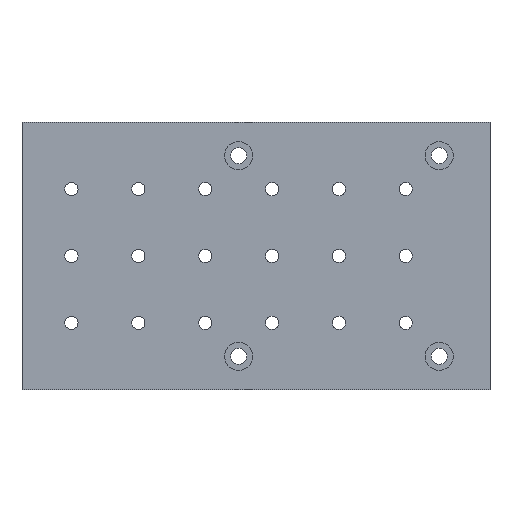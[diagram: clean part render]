
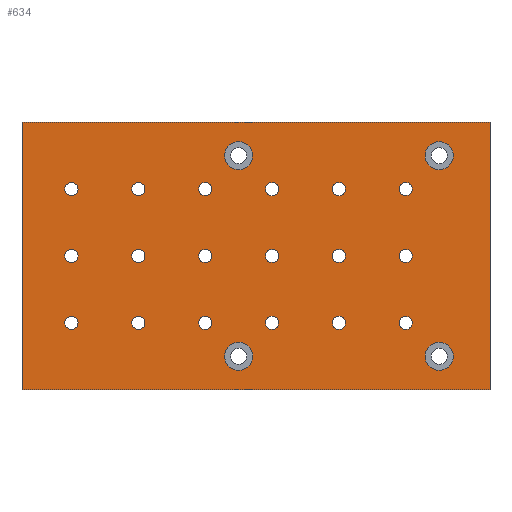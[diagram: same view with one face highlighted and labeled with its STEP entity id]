
A CAD part, top view. The second image highlights one B-rep face of the part: STEP entity #634.
In plain terms, the highlighted planar face has unit normal (0, 0, 1).
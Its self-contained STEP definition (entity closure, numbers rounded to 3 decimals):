
#17=LINE('',#1057,#29);
#20=LINE('',#1063,#32);
#23=LINE('',#1069,#35);
#26=LINE('',#1073,#38);
#29=VECTOR('',#895,100.);
#32=VECTOR('',#900,175.);
#35=VECTOR('',#905,100.);
#38=VECTOR('',#910,175.);
#48=PLANE('',#724);
#101=FACE_BOUND('',#247,.T.);
#102=FACE_BOUND('',#248,.T.);
#103=FACE_BOUND('',#249,.T.);
#104=FACE_BOUND('',#250,.T.);
#105=FACE_BOUND('',#251,.T.);
#106=FACE_BOUND('',#252,.T.);
#107=FACE_BOUND('',#253,.T.);
#108=FACE_BOUND('',#254,.T.);
#109=FACE_BOUND('',#255,.T.);
#110=FACE_BOUND('',#256,.T.);
#111=FACE_BOUND('',#257,.T.);
#112=FACE_BOUND('',#258,.T.);
#113=FACE_BOUND('',#259,.T.);
#114=FACE_BOUND('',#260,.T.);
#115=FACE_BOUND('',#261,.T.);
#116=FACE_BOUND('',#262,.T.);
#117=FACE_BOUND('',#263,.T.);
#118=FACE_BOUND('',#264,.T.);
#119=FACE_BOUND('',#265,.T.);
#120=FACE_BOUND('',#266,.T.);
#121=FACE_BOUND('',#267,.T.);
#122=FACE_BOUND('',#268,.T.);
#158=FACE_OUTER_BOUND('',#246,.T.);
#246=EDGE_LOOP('',(#547,#548,#549,#550));
#247=EDGE_LOOP('',(#551));
#248=EDGE_LOOP('',(#552));
#249=EDGE_LOOP('',(#553));
#250=EDGE_LOOP('',(#554));
#251=EDGE_LOOP('',(#555));
#252=EDGE_LOOP('',(#556));
#253=EDGE_LOOP('',(#557));
#254=EDGE_LOOP('',(#558));
#255=EDGE_LOOP('',(#559));
#256=EDGE_LOOP('',(#560));
#257=EDGE_LOOP('',(#561));
#258=EDGE_LOOP('',(#562));
#259=EDGE_LOOP('',(#563));
#260=EDGE_LOOP('',(#564));
#261=EDGE_LOOP('',(#565));
#262=EDGE_LOOP('',(#566));
#263=EDGE_LOOP('',(#567));
#264=EDGE_LOOP('',(#568));
#265=EDGE_LOOP('',(#569));
#266=EDGE_LOOP('',(#570));
#267=EDGE_LOOP('',(#571));
#268=EDGE_LOOP('',(#572));
#270=CIRCLE('',#639,2.459);
#272=CIRCLE('',#642,2.459);
#274=CIRCLE('',#645,2.459);
#276=CIRCLE('',#648,2.459);
#278=CIRCLE('',#651,2.459);
#280=CIRCLE('',#654,2.459);
#282=CIRCLE('',#657,2.459);
#284=CIRCLE('',#660,2.459);
#286=CIRCLE('',#663,2.459);
#288=CIRCLE('',#666,2.459);
#290=CIRCLE('',#669,2.459);
#292=CIRCLE('',#672,2.459);
#294=CIRCLE('',#675,2.459);
#296=CIRCLE('',#678,2.459);
#298=CIRCLE('',#681,2.459);
#300=CIRCLE('',#684,2.459);
#302=CIRCLE('',#687,2.459);
#304=CIRCLE('',#690,2.459);
#307=CIRCLE('',#695,5.25);
#311=CIRCLE('',#702,5.25);
#315=CIRCLE('',#709,5.25);
#319=CIRCLE('',#716,5.25);
#322=VERTEX_POINT('',#919);
#324=VERTEX_POINT('',#924);
#326=VERTEX_POINT('',#929);
#328=VERTEX_POINT('',#934);
#330=VERTEX_POINT('',#939);
#332=VERTEX_POINT('',#944);
#334=VERTEX_POINT('',#949);
#336=VERTEX_POINT('',#954);
#338=VERTEX_POINT('',#959);
#340=VERTEX_POINT('',#964);
#342=VERTEX_POINT('',#969);
#344=VERTEX_POINT('',#974);
#346=VERTEX_POINT('',#979);
#348=VERTEX_POINT('',#984);
#350=VERTEX_POINT('',#989);
#352=VERTEX_POINT('',#994);
#354=VERTEX_POINT('',#999);
#356=VERTEX_POINT('',#1004);
#359=VERTEX_POINT('',#1012);
#363=VERTEX_POINT('',#1023);
#367=VERTEX_POINT('',#1034);
#371=VERTEX_POINT('',#1045);
#375=VERTEX_POINT('',#1054);
#376=VERTEX_POINT('',#1056);
#378=VERTEX_POINT('',#1062);
#380=VERTEX_POINT('',#1068);
#382=EDGE_CURVE('',#322,#322,#270,.T.);
#384=EDGE_CURVE('',#324,#324,#272,.T.);
#386=EDGE_CURVE('',#326,#326,#274,.T.);
#388=EDGE_CURVE('',#328,#328,#276,.T.);
#390=EDGE_CURVE('',#330,#330,#278,.T.);
#392=EDGE_CURVE('',#332,#332,#280,.T.);
#394=EDGE_CURVE('',#334,#334,#282,.T.);
#396=EDGE_CURVE('',#336,#336,#284,.T.);
#398=EDGE_CURVE('',#338,#338,#286,.T.);
#400=EDGE_CURVE('',#340,#340,#288,.T.);
#402=EDGE_CURVE('',#342,#342,#290,.T.);
#404=EDGE_CURVE('',#344,#344,#292,.T.);
#406=EDGE_CURVE('',#346,#346,#294,.T.);
#408=EDGE_CURVE('',#348,#348,#296,.T.);
#410=EDGE_CURVE('',#350,#350,#298,.T.);
#412=EDGE_CURVE('',#352,#352,#300,.T.);
#414=EDGE_CURVE('',#354,#354,#302,.T.);
#416=EDGE_CURVE('',#356,#356,#304,.T.);
#419=EDGE_CURVE('',#359,#359,#307,.T.);
#423=EDGE_CURVE('',#363,#363,#311,.T.);
#427=EDGE_CURVE('',#367,#367,#315,.T.);
#431=EDGE_CURVE('',#371,#371,#319,.T.);
#435=EDGE_CURVE('',#376,#375,#17,.T.);
#438=EDGE_CURVE('',#378,#376,#20,.T.);
#441=EDGE_CURVE('',#380,#378,#23,.T.);
#444=EDGE_CURVE('',#375,#380,#26,.T.);
#547=ORIENTED_EDGE('',*,*,#444,.T.);
#548=ORIENTED_EDGE('',*,*,#441,.T.);
#549=ORIENTED_EDGE('',*,*,#438,.T.);
#550=ORIENTED_EDGE('',*,*,#435,.T.);
#551=ORIENTED_EDGE('',*,*,#382,.T.);
#552=ORIENTED_EDGE('',*,*,#384,.T.);
#553=ORIENTED_EDGE('',*,*,#386,.T.);
#554=ORIENTED_EDGE('',*,*,#388,.T.);
#555=ORIENTED_EDGE('',*,*,#390,.T.);
#556=ORIENTED_EDGE('',*,*,#392,.T.);
#557=ORIENTED_EDGE('',*,*,#394,.T.);
#558=ORIENTED_EDGE('',*,*,#396,.T.);
#559=ORIENTED_EDGE('',*,*,#398,.T.);
#560=ORIENTED_EDGE('',*,*,#400,.T.);
#561=ORIENTED_EDGE('',*,*,#402,.T.);
#562=ORIENTED_EDGE('',*,*,#404,.T.);
#563=ORIENTED_EDGE('',*,*,#406,.T.);
#564=ORIENTED_EDGE('',*,*,#408,.T.);
#565=ORIENTED_EDGE('',*,*,#410,.T.);
#566=ORIENTED_EDGE('',*,*,#412,.T.);
#567=ORIENTED_EDGE('',*,*,#414,.T.);
#568=ORIENTED_EDGE('',*,*,#416,.T.);
#569=ORIENTED_EDGE('',*,*,#419,.T.);
#570=ORIENTED_EDGE('',*,*,#423,.T.);
#571=ORIENTED_EDGE('',*,*,#427,.T.);
#572=ORIENTED_EDGE('',*,*,#431,.T.);
#634=ADVANCED_FACE('',(#158,#101,#102,#103,#104,#105,#106,#107,#108,#109,
#110,#111,#112,#113,#114,#115,#116,#117,#118,#119,#120,#121,#122),#48,.T.);
#639=AXIS2_PLACEMENT_3D('',#920,#731,#732);
#642=AXIS2_PLACEMENT_3D('',#925,#737,#738);
#645=AXIS2_PLACEMENT_3D('',#930,#743,#744);
#648=AXIS2_PLACEMENT_3D('',#935,#749,#750);
#651=AXIS2_PLACEMENT_3D('',#940,#755,#756);
#654=AXIS2_PLACEMENT_3D('',#945,#761,#762);
#657=AXIS2_PLACEMENT_3D('',#950,#767,#768);
#660=AXIS2_PLACEMENT_3D('',#955,#773,#774);
#663=AXIS2_PLACEMENT_3D('',#960,#779,#780);
#666=AXIS2_PLACEMENT_3D('',#965,#785,#786);
#669=AXIS2_PLACEMENT_3D('',#970,#791,#792);
#672=AXIS2_PLACEMENT_3D('',#975,#797,#798);
#675=AXIS2_PLACEMENT_3D('',#980,#803,#804);
#678=AXIS2_PLACEMENT_3D('',#985,#809,#810);
#681=AXIS2_PLACEMENT_3D('',#990,#815,#816);
#684=AXIS2_PLACEMENT_3D('',#995,#821,#822);
#687=AXIS2_PLACEMENT_3D('',#1000,#827,#828);
#690=AXIS2_PLACEMENT_3D('',#1005,#833,#834);
#695=AXIS2_PLACEMENT_3D('',#1013,#843,#844);
#702=AXIS2_PLACEMENT_3D('',#1024,#857,#858);
#709=AXIS2_PLACEMENT_3D('',#1035,#871,#872);
#716=AXIS2_PLACEMENT_3D('',#1046,#885,#886);
#724=AXIS2_PLACEMENT_3D('',#1075,#913,#914);
#731=DIRECTION('center_axis',(0.,0.,-1.));
#732=DIRECTION('ref_axis',(1.,0.,0.));
#737=DIRECTION('center_axis',(0.,0.,-1.));
#738=DIRECTION('ref_axis',(1.,0.,0.));
#743=DIRECTION('center_axis',(0.,0.,-1.));
#744=DIRECTION('ref_axis',(1.,0.,0.));
#749=DIRECTION('center_axis',(0.,0.,-1.));
#750=DIRECTION('ref_axis',(1.,0.,0.));
#755=DIRECTION('center_axis',(0.,0.,-1.));
#756=DIRECTION('ref_axis',(1.,0.,0.));
#761=DIRECTION('center_axis',(0.,0.,-1.));
#762=DIRECTION('ref_axis',(1.,0.,0.));
#767=DIRECTION('center_axis',(0.,0.,-1.));
#768=DIRECTION('ref_axis',(1.,0.,0.));
#773=DIRECTION('center_axis',(0.,0.,-1.));
#774=DIRECTION('ref_axis',(1.,0.,0.));
#779=DIRECTION('center_axis',(0.,0.,-1.));
#780=DIRECTION('ref_axis',(1.,0.,0.));
#785=DIRECTION('center_axis',(0.,0.,-1.));
#786=DIRECTION('ref_axis',(1.,0.,0.));
#791=DIRECTION('center_axis',(0.,0.,-1.));
#792=DIRECTION('ref_axis',(1.,0.,0.));
#797=DIRECTION('center_axis',(0.,0.,-1.));
#798=DIRECTION('ref_axis',(1.,0.,0.));
#803=DIRECTION('center_axis',(0.,0.,-1.));
#804=DIRECTION('ref_axis',(1.,0.,0.));
#809=DIRECTION('center_axis',(0.,0.,-1.));
#810=DIRECTION('ref_axis',(1.,0.,0.));
#815=DIRECTION('center_axis',(0.,0.,-1.));
#816=DIRECTION('ref_axis',(1.,0.,0.));
#821=DIRECTION('center_axis',(0.,0.,-1.));
#822=DIRECTION('ref_axis',(1.,0.,0.));
#827=DIRECTION('center_axis',(0.,0.,-1.));
#828=DIRECTION('ref_axis',(1.,0.,0.));
#833=DIRECTION('center_axis',(0.,0.,-1.));
#834=DIRECTION('ref_axis',(1.,0.,0.));
#843=DIRECTION('center_axis',(0.,0.,-1.));
#844=DIRECTION('ref_axis',(1.,0.,0.));
#857=DIRECTION('center_axis',(0.,0.,-1.));
#858=DIRECTION('ref_axis',(1.,0.,0.));
#871=DIRECTION('center_axis',(0.,0.,-1.));
#872=DIRECTION('ref_axis',(1.,0.,0.));
#885=DIRECTION('center_axis',(0.,0.,-1.));
#886=DIRECTION('ref_axis',(1.,0.,0.));
#895=DIRECTION('',(0.,1.,0.));
#900=DIRECTION('',(1.,0.,0.));
#905=DIRECTION('',(0.,-1.,0.));
#910=DIRECTION('',(-1.,0.,0.));
#913=DIRECTION('center_axis',(0.,0.,1.));
#914=DIRECTION('ref_axis',(1.,0.,0.));
#919=CARTESIAN_POINT('',(-72.542,-25.,12.5));
#920=CARTESIAN_POINT('Origin',(-75.,-25.,12.5));
#924=CARTESIAN_POINT('',(-22.542,-25.,12.5));
#925=CARTESIAN_POINT('Origin',(-25.,-25.,12.5));
#929=CARTESIAN_POINT('',(27.459,-25.,12.5));
#930=CARTESIAN_POINT('Origin',(25.,-25.,12.5));
#934=CARTESIAN_POINT('',(-72.542,0.,12.5));
#935=CARTESIAN_POINT('Origin',(-75.,0.,12.5));
#939=CARTESIAN_POINT('',(-22.542,0.,12.5));
#940=CARTESIAN_POINT('Origin',(-25.,0.,12.5));
#944=CARTESIAN_POINT('',(-97.542,25.,12.5));
#945=CARTESIAN_POINT('Origin',(-100.,25.,12.5));
#949=CARTESIAN_POINT('',(-47.542,25.,12.5));
#950=CARTESIAN_POINT('Origin',(-50.,25.,12.5));
#954=CARTESIAN_POINT('',(2.459,25.,12.5));
#955=CARTESIAN_POINT('Origin',(0.,25.,12.5));
#959=CARTESIAN_POINT('',(2.459,0.,12.5));
#960=CARTESIAN_POINT('Origin',(0.,0.,12.5));
#964=CARTESIAN_POINT('',(27.459,25.,12.5));
#965=CARTESIAN_POINT('Origin',(25.,25.,12.5));
#969=CARTESIAN_POINT('',(-22.542,25.,12.5));
#970=CARTESIAN_POINT('Origin',(-25.,25.,12.5));
#974=CARTESIAN_POINT('',(-72.542,25.,12.5));
#975=CARTESIAN_POINT('Origin',(-75.,25.,12.5));
#979=CARTESIAN_POINT('',(27.459,0.,12.5));
#980=CARTESIAN_POINT('Origin',(25.,0.,12.5));
#984=CARTESIAN_POINT('',(-47.542,0.,12.5));
#985=CARTESIAN_POINT('Origin',(-50.,0.,12.5));
#989=CARTESIAN_POINT('',(-97.542,0.,12.5));
#990=CARTESIAN_POINT('Origin',(-100.,0.,12.5));
#994=CARTESIAN_POINT('',(2.459,-25.,12.5));
#995=CARTESIAN_POINT('Origin',(0.,-25.,12.5));
#999=CARTESIAN_POINT('',(-47.542,-25.,12.5));
#1000=CARTESIAN_POINT('Origin',(-50.,-25.,12.5));
#1004=CARTESIAN_POINT('',(-97.542,-25.,12.5));
#1005=CARTESIAN_POINT('Origin',(-100.,-25.,12.5));
#1012=CARTESIAN_POINT('',(42.75,-37.5,12.5));
#1013=CARTESIAN_POINT('Origin',(37.5,-37.5,12.5));
#1023=CARTESIAN_POINT('',(-32.25,37.5,12.5));
#1024=CARTESIAN_POINT('Origin',(-37.5,37.5,12.5));
#1034=CARTESIAN_POINT('',(-32.25,-37.5,12.5));
#1035=CARTESIAN_POINT('Origin',(-37.5,-37.5,12.5));
#1045=CARTESIAN_POINT('',(42.75,37.5,12.5));
#1046=CARTESIAN_POINT('Origin',(37.5,37.5,12.5));
#1054=CARTESIAN_POINT('',(56.5,50.,12.5));
#1056=CARTESIAN_POINT('',(56.5,-50.,12.5));
#1057=CARTESIAN_POINT('',(56.5,50.,12.5));
#1062=CARTESIAN_POINT('',(-118.5,-50.,12.5));
#1063=CARTESIAN_POINT('',(56.5,-50.,12.5));
#1068=CARTESIAN_POINT('',(-118.5,50.,12.5));
#1069=CARTESIAN_POINT('',(-118.5,-50.,12.5));
#1073=CARTESIAN_POINT('',(-118.5,50.,12.5));
#1075=CARTESIAN_POINT('Origin',(-31.,0.,12.5));
